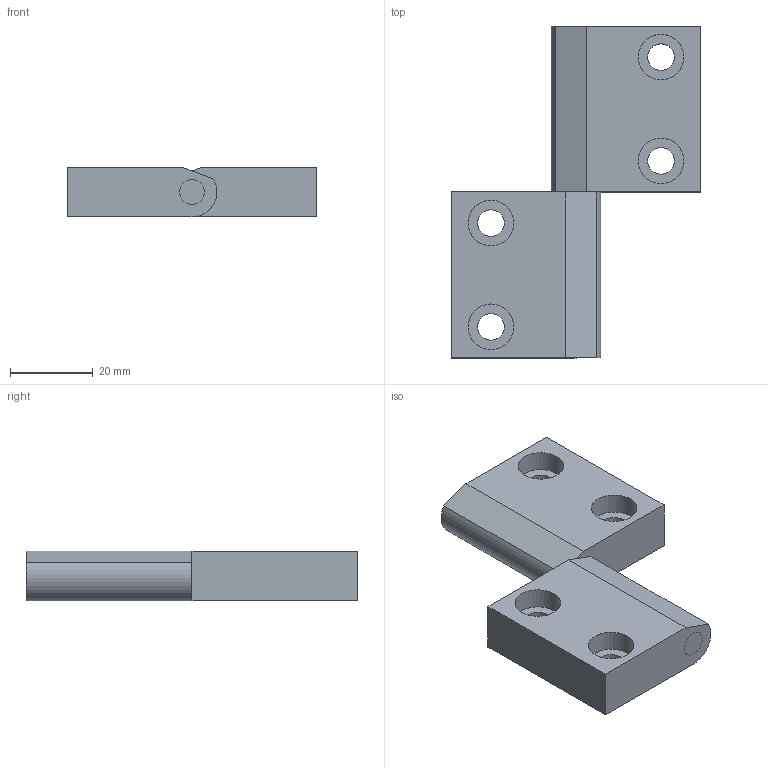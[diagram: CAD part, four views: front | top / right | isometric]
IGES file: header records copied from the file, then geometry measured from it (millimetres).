
Global section: file name: 614040.stp.ipt; native system: Autodesk Inventor 2014; preprocessor: unknown; author: zeman; date: 20151020.100056; units: millimetre
Bounding box: 60 x 80 x 12 mm (x, y, z)
Volume: 29855.1 mm3; surface area: 12715 mm2
Topology: 3 solids, 3 shells, 132 faces, 297 edges, 199 vertices
Faces by surface type: plane 118, revolution 10, cylinder 3, cone 1
Full cylindrical faces by diameter (mm): 6 x1
